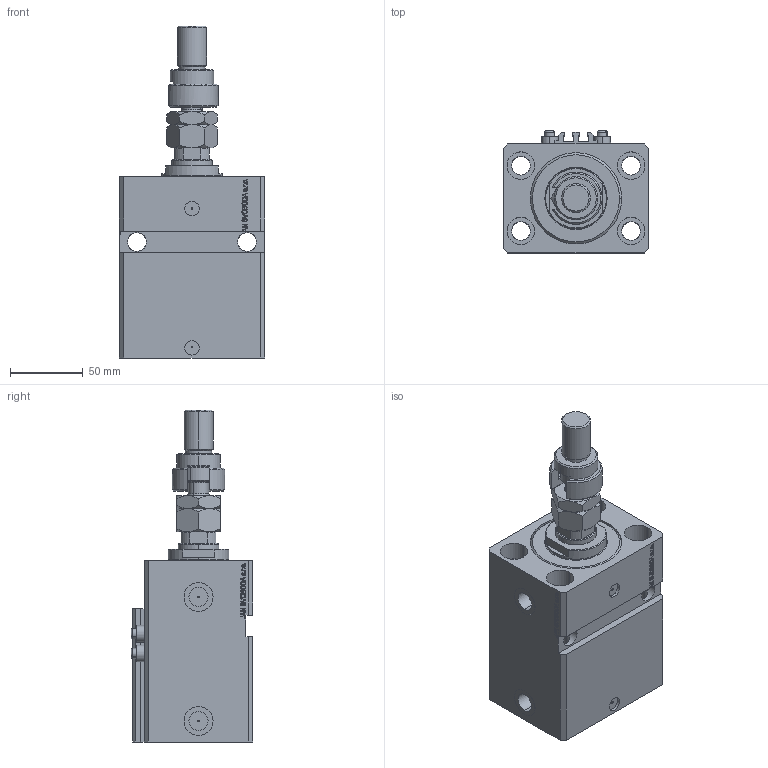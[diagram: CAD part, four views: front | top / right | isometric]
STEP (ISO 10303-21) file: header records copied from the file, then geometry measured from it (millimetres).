
FILE_DESCRIPTION (( 'STEP AP203' ), '1' );
FILE_NAME ('691b.STEP', '2022-04-09T16:02:30', ( '' ), ( '' ), 'SwSTEP 2.0', 'SolidWorks 2019', '' );
FILE_SCHEMA (( 'CONFIG_CONTROL_DESIGN' ));
Length unit declared in the file: millimetre
Products named in the file (8): MFA a19dd892fb0d685c234f7b2a1e39ea80; V250CE_VC_E a19dd892fb0d685c234f7b2a1e39ea80; DFA a19dd892fb0d685c234f7b2a1e39ea80; 691b; V250CE_C_VCP a19dd892fb0d685c234f7b2a1e39ea80; FEMALE_PART_FOR_DFA a19dd892fb0d685c234f7b2a1e39ea80; V250CE_E_Body a19dd892fb0d685c234f7b2a1e39ea80; ALLEN BOLT V250CE a19dd892fb0d685c234f7b2a1e39ea80
Assembly tree (10 placements, depth 3):
  691b
    V250CE_E_Body a19dd892fb0d685c234f7b2a1e39ea80
    ALLEN BOLT V250CE a19dd892fb0d685c234f7b2a1e39ea80  x4
    V250CE_C_VCP a19dd892fb0d685c234f7b2a1e39ea80
    V250CE_VC_E a19dd892fb0d685c234f7b2a1e39ea80
    DFA a19dd892fb0d685c234f7b2a1e39ea80
      FEMALE_PART_FOR_DFA a19dd892fb0d685c234f7b2a1e39ea80
      MFA a19dd892fb0d685c234f7b2a1e39ea80
Bounding box: 100 x 84 x 228.9 mm (x, y, z)
Volume: 828115.7 mm3; surface area: 163492.1 mm2
Topology: 10 solids, 10 shells, 1189 faces, 2956 edges, 1907 vertices
Faces by surface type: plane 567, bspline 357, cylinder 151, cone 96, torus 18
Entity records: 51027 total; most frequent: CARTESIAN_POINT 25780, ORIENTED_EDGE 5602, DIRECTION 3837, EDGE_CURVE 2801, VERTEX_POINT 1823, VECTOR 1661, LINE 1661, EDGE_LOOP 1256
